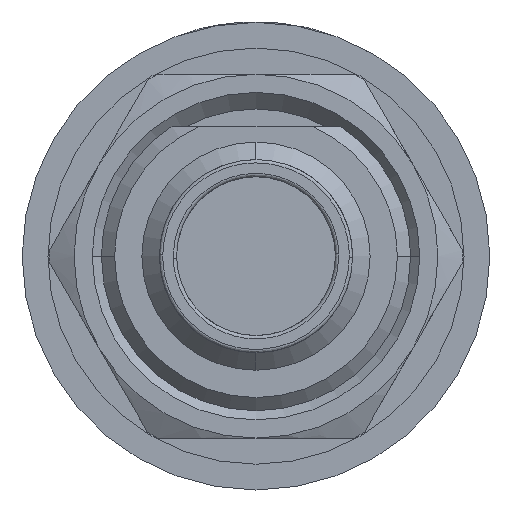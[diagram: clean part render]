
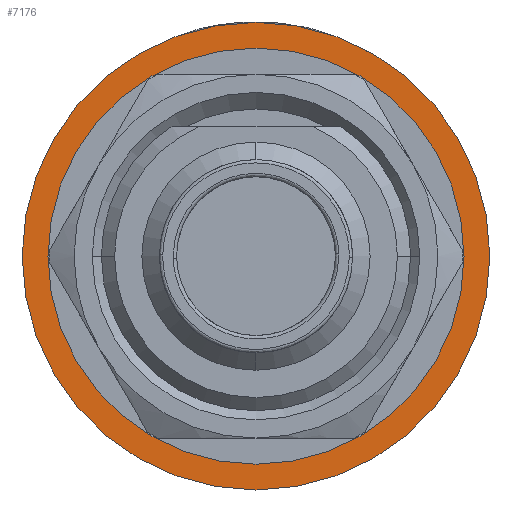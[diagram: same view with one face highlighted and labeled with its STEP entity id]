
A CAD part, left-side view. The second image highlights one B-rep face of the part: STEP entity #7176.
In plain terms, the highlighted planar face has unit normal (-1, 0, 0).
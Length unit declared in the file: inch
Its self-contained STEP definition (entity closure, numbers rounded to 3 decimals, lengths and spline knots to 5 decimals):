
#403 = PLANE ( 'NONE',  #8207 ) ;
#467 = EDGE_CURVE ( 'NONE', #4766, #9249, #3223, .T. ) ;
#503 = FACE_OUTER_BOUND ( 'NONE', #6688, .T. ) ;
#688 = CIRCLE ( 'NONE', #1942, 0.22736 ) ;
#1278 = CARTESIAN_POINT ( 'NONE',  ( 0.59882, 0., 0.22736 ) ) ;
#1380 = DIRECTION ( 'NONE',  ( -1., 0., 0. ) ) ;
#1553 = EDGE_LOOP ( 'NONE', ( #4927, #7590 ) ) ;
#1646 = CARTESIAN_POINT ( 'NONE',  ( 0.59882, 0., 0. ) ) ;
#1942 = AXIS2_PLACEMENT_3D ( 'NONE', #7096, #3460, #8743 ) ;
#1984 = FACE_BOUND ( 'NONE', #1553, .T. ) ;
#2169 = CARTESIAN_POINT ( 'NONE',  ( 0.59882, 0., 0. ) ) ;
#2199 = DIRECTION ( 'NONE',  ( 0., 0., 1. ) ) ;
#2338 = DIRECTION ( 'NONE',  ( 1., 0., 0. ) ) ;
#2914 = EDGE_CURVE ( 'NONE', #9249, #4766, #4617, .T. ) ;
#3223 = CIRCLE ( 'NONE', #8748, 0.27835 ) ;
#3280 = CARTESIAN_POINT ( 'NONE',  ( 0.59882, 0., -0.27835 ) ) ;
#3421 = DIRECTION ( 'NONE',  ( 0., 0., 1. ) ) ;
#3460 = DIRECTION ( 'NONE',  ( 1., 0., 0. ) ) ;
#4617 = CIRCLE ( 'NONE', #7605, 0.27835 ) ;
#4696 = CARTESIAN_POINT ( 'NONE',  ( 0.59882, 0., 0.27835 ) ) ;
#4766 = VERTEX_POINT ( 'NONE', #3280 ) ;
#4927 = ORIENTED_EDGE ( 'NONE', *, *, #6098, .T. ) ;
#4937 = DIRECTION ( 'NONE',  ( -1., 0., 0. ) ) ;
#5014 = VERTEX_POINT ( 'NONE', #7638 ) ;
#5172 = DIRECTION ( 'NONE',  ( 0., 0., 1. ) ) ;
#5997 = ORIENTED_EDGE ( 'NONE', *, *, #467, .T. ) ;
#6098 = EDGE_CURVE ( 'NONE', #8611, #5014, #8621, .T. ) ;
#6234 = AXIS2_PLACEMENT_3D ( 'NONE', #1646, #2338, #2199 ) ;
#6270 = DIRECTION ( 'NONE',  ( -1., 0., 0. ) ) ;
#6457 = CARTESIAN_POINT ( 'NONE',  ( 0.59882, 0., 0. ) ) ;
#6688 = EDGE_LOOP ( 'NONE', ( #9652, #5997 ) ) ;
#7096 = CARTESIAN_POINT ( 'NONE',  ( 0.59882, 0., 0. ) ) ;
#7176 = ADVANCED_FACE ( 'NONE', ( #1984, #503 ), #403, .T. ) ;
#7590 = ORIENTED_EDGE ( 'NONE', *, *, #8351, .T. ) ;
#7605 = AXIS2_PLACEMENT_3D ( 'NONE', #2169, #1380, #5172 ) ;
#7638 = CARTESIAN_POINT ( 'NONE',  ( 0.59882, 0., -0.22736 ) ) ;
#8207 = AXIS2_PLACEMENT_3D ( 'NONE', #6457, #4937, #8592 ) ;
#8351 = EDGE_CURVE ( 'NONE', #5014, #8611, #688, .T. ) ;
#8592 = DIRECTION ( 'NONE',  ( 0., 0., 1. ) ) ;
#8611 = VERTEX_POINT ( 'NONE', #1278 ) ;
#8621 = CIRCLE ( 'NONE', #6234, 0.22736 ) ;
#8743 = DIRECTION ( 'NONE',  ( 0., 0., 1. ) ) ;
#8748 = AXIS2_PLACEMENT_3D ( 'NONE', #9440, #6270, #3421 ) ;
#9249 = VERTEX_POINT ( 'NONE', #4696 ) ;
#9440 = CARTESIAN_POINT ( 'NONE',  ( 0.59882, 0., 0. ) ) ;
#9652 = ORIENTED_EDGE ( 'NONE', *, *, #2914, .T. ) ;
